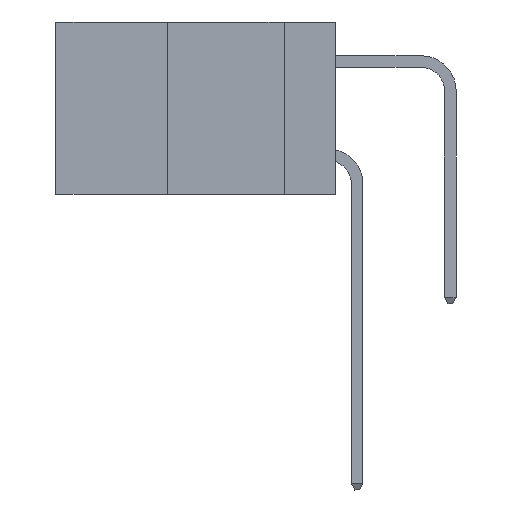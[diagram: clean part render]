
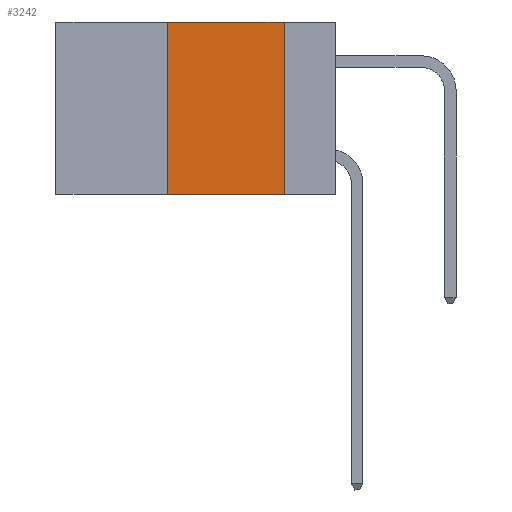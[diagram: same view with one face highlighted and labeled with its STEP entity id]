
A CAD part, left-side view. The second image highlights one B-rep face of the part: STEP entity #3242.
In plain terms, the highlighted planar face has unit normal (-1, 0, 0).
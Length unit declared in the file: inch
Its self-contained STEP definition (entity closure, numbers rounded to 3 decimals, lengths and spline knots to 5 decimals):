
#108 = ORIENTED_EDGE ( 'NONE', *, *, #461, .F. ) ;
#461 = EDGE_CURVE ( 'NONE', #4815, #8651, #4834, .T. ) ;
#632 = EDGE_LOOP ( 'NONE', ( #108, #9708, #7350, #14615 ) ) ;
#1797 = DIRECTION ( 'NONE',  ( 0., -1., 0. ) ) ;
#1826 = FACE_OUTER_BOUND ( 'NONE', #632, .T. ) ;
#1850 = CARTESIAN_POINT ( 'NONE',  ( 0., 0.11, -0.37 ) ) ;
#2782 = DIRECTION ( 'NONE',  ( 1., 0., 0. ) ) ;
#2962 = VERTEX_POINT ( 'NONE', #11076 ) ;
#3242 = ADVANCED_FACE ( 'NONE', ( #1826 ), #13360, .F. ) ;
#3667 = LINE ( 'NONE', #6487, #11213 ) ;
#4031 = VERTEX_POINT ( 'NONE', #14959 ) ;
#4662 = VECTOR ( 'NONE', #5872, 39.37008 ) ;
#4815 = VERTEX_POINT ( 'NONE', #4860 ) ;
#4834 = LINE ( 'NONE', #7116, #4662 ) ;
#4860 = CARTESIAN_POINT ( 'NONE',  ( 0., 0.11, 0. ) ) ;
#5872 = DIRECTION ( 'NONE',  ( 0., 0., -1. ) ) ;
#5888 = VECTOR ( 'NONE', #15268, 39.37008 ) ;
#6487 = CARTESIAN_POINT ( 'NONE',  ( 0., 0.6, 0. ) ) ;
#7116 = CARTESIAN_POINT ( 'NONE',  ( 0., 0.11, 0. ) ) ;
#7350 = ORIENTED_EDGE ( 'NONE', *, *, #10772, .F. ) ;
#7722 = LINE ( 'NONE', #8046, #5888 ) ;
#7731 = EDGE_CURVE ( 'NONE', #2962, #4815, #3667, .T. ) ;
#8046 = CARTESIAN_POINT ( 'NONE',  ( 0., 0.6, -0.37 ) ) ;
#8651 = VERTEX_POINT ( 'NONE', #1850 ) ;
#9584 = DIRECTION ( 'NONE',  ( 0., 0., 1. ) ) ;
#9708 = ORIENTED_EDGE ( 'NONE', *, *, #7731, .F. ) ;
#9925 = DIRECTION ( 'NONE',  ( 0., 0., -1. ) ) ;
#10772 = EDGE_CURVE ( 'NONE', #4031, #2962, #14042, .T. ) ;
#10963 = CARTESIAN_POINT ( 'NONE',  ( 0., 0.6, 0. ) ) ;
#11076 = CARTESIAN_POINT ( 'NONE',  ( 0., 0.36, 0. ) ) ;
#11213 = VECTOR ( 'NONE', #1797, 39.37008 ) ;
#13112 = CARTESIAN_POINT ( 'NONE',  ( 0., 0.36, 0. ) ) ;
#13360 = PLANE ( 'NONE',  #14780 ) ;
#14042 = LINE ( 'NONE', #13112, #14422 ) ;
#14422 = VECTOR ( 'NONE', #9584, 39.37008 ) ;
#14615 = ORIENTED_EDGE ( 'NONE', *, *, #15167, .T. ) ;
#14780 = AXIS2_PLACEMENT_3D ( 'NONE', #10963, #2782, #9925 ) ;
#14959 = CARTESIAN_POINT ( 'NONE',  ( 0., 0.36, -0.37 ) ) ;
#15167 = EDGE_CURVE ( 'NONE', #4031, #8651, #7722, .T. ) ;
#15268 = DIRECTION ( 'NONE',  ( 0., -1., 0. ) ) ;
